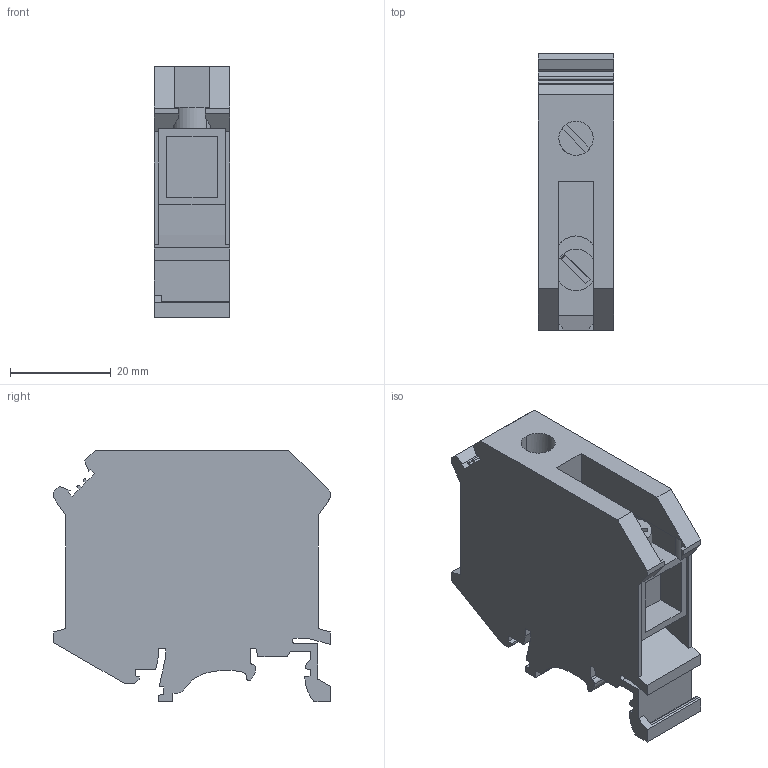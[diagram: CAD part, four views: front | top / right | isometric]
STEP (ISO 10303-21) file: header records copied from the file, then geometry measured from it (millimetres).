
FILE_DESCRIPTION(('Creo Elements/Direct Modeling STEP Export'),'2;1');
FILE_NAME('model.stp','2019-08-23T 0:12:00',(''),(''),'Creo Elements/Direct Modeling STEP processor for AP214 (Solid Model)','Creo Elements/Direct Modeling 20.1A 29-Sep-2018 (C) Parametric Technology GmbH','');
FILE_SCHEMA(('AUTOMOTIVE_DESIGN { 1 0 10303 214 1 1 1 1 }'));
Length unit declared in the file: millimetre
Products named in the file (2): UTN_35-select
Assembly tree (1 placements, depth 2):
  UTN_35-select
    UTN_35-select
Bounding box: 15 x 54.9 x 49.8 mm (x, y, z)
Volume: 24706.2 mm3; surface area: 11420.5 mm2
Topology: 1 solids, 1 shells, 149 faces, 425 edges, 282 vertices
Faces by surface type: plane 129, cylinder 20
Entity records: 5987 total; most frequent: ORIENTED_EDGE 850, CARTESIAN_POINT 848, DIRECTION 760, EDGE_CURVE 425, VECTOR 372, LINE 372, VERTEX_POINT 282, AXIS2_PLACEMENT_3D 194
